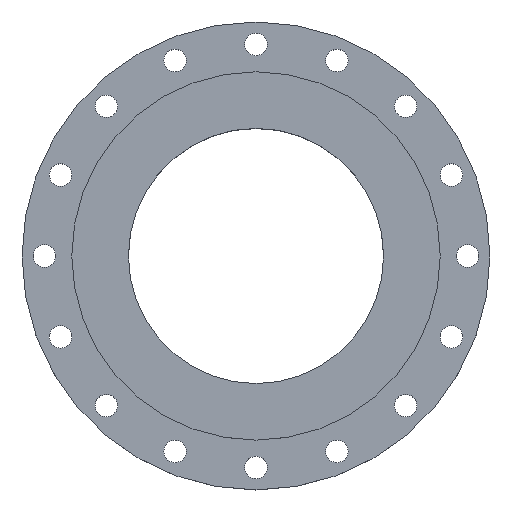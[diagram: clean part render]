
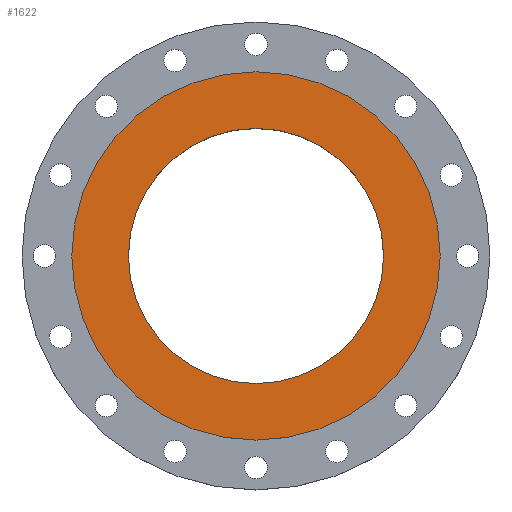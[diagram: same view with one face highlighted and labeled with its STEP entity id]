
A CAD part, top view. The second image highlights one B-rep face of the part: STEP entity #1622.
In plain terms, the highlighted planar face has unit normal (0, 0, 1).
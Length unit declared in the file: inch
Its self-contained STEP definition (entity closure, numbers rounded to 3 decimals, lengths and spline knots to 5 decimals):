
#98 = DIRECTION ( 'NONE',  ( 0., 0., 1. ) ) ;
#103 = FACE_OUTER_BOUND ( 'NONE', #114, .T. ) ;
#114 = EDGE_LOOP ( 'NONE', ( #1381, #607 ) ) ;
#119 = CARTESIAN_POINT ( 'NONE',  ( 0., 0., 0. ) ) ;
#161 = AXIS2_PLACEMENT_3D ( 'NONE', #119, #98, #972 ) ;
#191 = CIRCLE ( 'NONE', #395, 6.40625 ) ;
#206 = DIRECTION ( 'NONE',  ( 1., 0., 0. ) ) ;
#267 = AXIS2_PLACEMENT_3D ( 'NONE', #406, #1505, #969 ) ;
#340 = EDGE_CURVE ( 'NONE', #1286, #671, #1059, .T. ) ;
#369 = DIRECTION ( 'NONE',  ( 0., 0., 1. ) ) ;
#372 = FACE_BOUND ( 'NONE', #1214, .T. ) ;
#395 = AXIS2_PLACEMENT_3D ( 'NONE', #1053, #369, #1044 ) ;
#406 = CARTESIAN_POINT ( 'NONE',  ( 0., 0., 0. ) ) ;
#569 = CIRCLE ( 'NONE', #833, 9.25 ) ;
#607 = ORIENTED_EDGE ( 'NONE', *, *, #340, .T. ) ;
#645 = DIRECTION ( 'NONE',  ( -1., 0., 0. ) ) ;
#671 = VERTEX_POINT ( 'NONE', #1227 ) ;
#833 = AXIS2_PLACEMENT_3D ( 'NONE', #1450, #1434, #206 ) ;
#838 = CARTESIAN_POINT ( 'NONE',  ( 6.40625, 0., 0. ) ) ;
#947 = PLANE ( 'NONE',  #1629 ) ;
#965 = EDGE_CURVE ( 'NONE', #1169, #1507, #191, .T. ) ;
#969 = DIRECTION ( 'NONE',  ( 1., 0., 0. ) ) ;
#972 = DIRECTION ( 'NONE',  ( 1., 0., 0. ) ) ;
#1044 = DIRECTION ( 'NONE',  ( 1., 0., 0. ) ) ;
#1053 = CARTESIAN_POINT ( 'NONE',  ( 0., 0., 0. ) ) ;
#1059 = CIRCLE ( 'NONE', #267, 9.25 ) ;
#1093 = DIRECTION ( 'NONE',  ( 0., 0., -1. ) ) ;
#1169 = VERTEX_POINT ( 'NONE', #838 ) ;
#1214 = EDGE_LOOP ( 'NONE', ( #1426, #1248 ) ) ;
#1227 = CARTESIAN_POINT ( 'NONE',  ( 9.25, 0., 0. ) ) ;
#1248 = ORIENTED_EDGE ( 'NONE', *, *, #1764, .F. ) ;
#1286 = VERTEX_POINT ( 'NONE', #1556 ) ;
#1297 = CIRCLE ( 'NONE', #161, 6.40625 ) ;
#1381 = ORIENTED_EDGE ( 'NONE', *, *, #1726, .T. ) ;
#1426 = ORIENTED_EDGE ( 'NONE', *, *, #965, .F. ) ;
#1434 = DIRECTION ( 'NONE',  ( 0., 0., 1. ) ) ;
#1450 = CARTESIAN_POINT ( 'NONE',  ( 0., 0., 0. ) ) ;
#1505 = DIRECTION ( 'NONE',  ( 0., 0., 1. ) ) ;
#1507 = VERTEX_POINT ( 'NONE', #1601 ) ;
#1556 = CARTESIAN_POINT ( 'NONE',  ( -9.25, 0., 0. ) ) ;
#1601 = CARTESIAN_POINT ( 'NONE',  ( -6.40625, 0., 0. ) ) ;
#1622 = ADVANCED_FACE ( 'NONE', ( #372, #103 ), #947, .F. ) ;
#1629 = AXIS2_PLACEMENT_3D ( 'NONE', #1757, #1093, #645 ) ;
#1726 = EDGE_CURVE ( 'NONE', #671, #1286, #569, .T. ) ;
#1757 = CARTESIAN_POINT ( 'NONE',  ( 0., 6.40625, 0. ) ) ;
#1764 = EDGE_CURVE ( 'NONE', #1507, #1169, #1297, .T. ) ;
